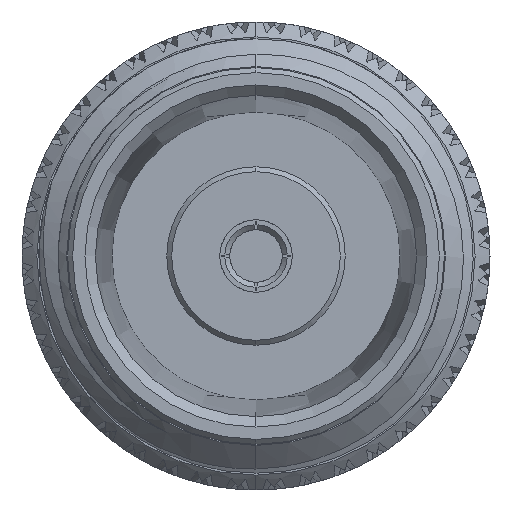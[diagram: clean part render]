
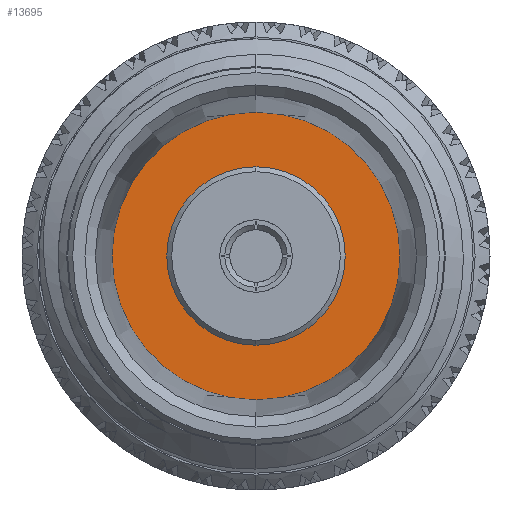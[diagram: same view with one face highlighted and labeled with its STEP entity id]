
A CAD part, left-side view. The second image highlights one B-rep face of the part: STEP entity #13695.
In plain terms, the highlighted planar face has unit normal (-1, 0, 0).
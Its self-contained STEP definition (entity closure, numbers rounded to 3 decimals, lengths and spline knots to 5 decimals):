
#502 = EDGE_LOOP ( 'NONE', ( #35782, #61213 ) ) ;
#1886 = EDGE_CURVE ( 'NONE', #52530, #59434, #50956, .T. ) ;
#3602 = ORIENTED_EDGE ( 'NONE', *, *, #42342, .F. ) ;
#4331 = AXIS2_PLACEMENT_3D ( 'NONE', #23624, #28172, #14537 ) ;
#4468 = AXIS2_PLACEMENT_3D ( 'NONE', #22992, #47005, #42156 ) ;
#4691 = PLANE ( 'NONE',  #57943 ) ;
#7266 = DIRECTION ( 'NONE',  ( -1., 0., 0. ) ) ;
#9803 = CARTESIAN_POINT ( 'NONE',  ( 0.33, 0., 0.14521 ) ) ;
#11262 = DIRECTION ( 'NONE',  ( 0., 0., 1. ) ) ;
#13695 = ADVANCED_FACE ( 'NONE', ( #14745, #59175 ), #4691, .T. ) ;
#14537 = DIRECTION ( 'NONE',  ( 0., 0., 1. ) ) ;
#14745 = FACE_BOUND ( 'NONE', #42398, .T. ) ;
#15065 = DIRECTION ( 'NONE',  ( -1., 0., 0. ) ) ;
#15670 = VERTEX_POINT ( 'NONE', #42753 ) ;
#21079 = CARTESIAN_POINT ( 'NONE',  ( 0.33, 0., 0. ) ) ;
#21818 = CIRCLE ( 'NONE', #33239, 0.14521 ) ;
#22992 = CARTESIAN_POINT ( 'NONE',  ( 0.33, 0., 0. ) ) ;
#23624 = CARTESIAN_POINT ( 'NONE',  ( 0.33, 0., 0. ) ) ;
#24455 = CARTESIAN_POINT ( 'NONE',  ( 0.33, 0., 0. ) ) ;
#28172 = DIRECTION ( 'NONE',  ( -1., 0., 0. ) ) ;
#28856 = EDGE_CURVE ( 'NONE', #59434, #52530, #21818, .T. ) ;
#29319 = CIRCLE ( 'NONE', #37608, 0.09 ) ;
#29947 = DIRECTION ( 'NONE',  ( 0., 0., 1. ) ) ;
#30478 = DIRECTION ( 'NONE',  ( 0., 0., 1. ) ) ;
#32554 = CARTESIAN_POINT ( 'NONE',  ( 0.33, 0., 0. ) ) ;
#33239 = AXIS2_PLACEMENT_3D ( 'NONE', #32554, #7266, #11262 ) ;
#35782 = ORIENTED_EDGE ( 'NONE', *, *, #1886, .T. ) ;
#37009 = CARTESIAN_POINT ( 'NONE',  ( 0.33, 0., -0.14521 ) ) ;
#37608 = AXIS2_PLACEMENT_3D ( 'NONE', #21079, #55139, #30478 ) ;
#38481 = ORIENTED_EDGE ( 'NONE', *, *, #41607, .F. ) ;
#40267 = VERTEX_POINT ( 'NONE', #57533 ) ;
#41607 = EDGE_CURVE ( 'NONE', #40267, #15670, #52114, .T. ) ;
#42156 = DIRECTION ( 'NONE',  ( 0., 0., 1. ) ) ;
#42342 = EDGE_CURVE ( 'NONE', #15670, #40267, #29319, .T. ) ;
#42398 = EDGE_LOOP ( 'NONE', ( #38481, #3602 ) ) ;
#42753 = CARTESIAN_POINT ( 'NONE',  ( 0.33, 0., 0.09 ) ) ;
#47005 = DIRECTION ( 'NONE',  ( -1., 0., 0. ) ) ;
#50956 = CIRCLE ( 'NONE', #4331, 0.14521 ) ;
#52114 = CIRCLE ( 'NONE', #4468, 0.09 ) ;
#52530 = VERTEX_POINT ( 'NONE', #9803 ) ;
#55139 = DIRECTION ( 'NONE',  ( -1., 0., 0. ) ) ;
#57533 = CARTESIAN_POINT ( 'NONE',  ( 0.33, 0., -0.09 ) ) ;
#57943 = AXIS2_PLACEMENT_3D ( 'NONE', #24455, #15065, #29947 ) ;
#59175 = FACE_OUTER_BOUND ( 'NONE', #502, .T. ) ;
#59434 = VERTEX_POINT ( 'NONE', #37009 ) ;
#61213 = ORIENTED_EDGE ( 'NONE', *, *, #28856, .T. ) ;
